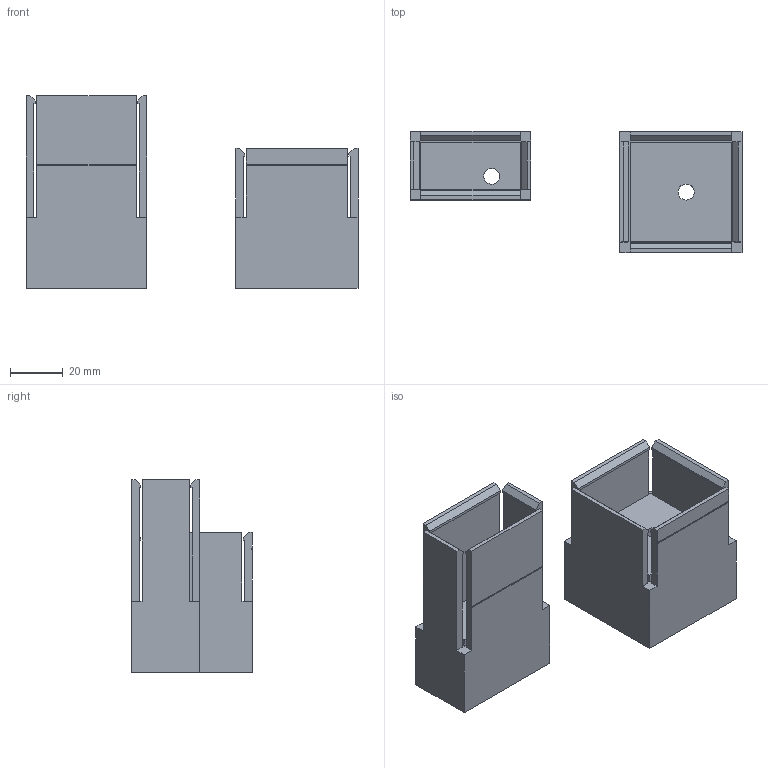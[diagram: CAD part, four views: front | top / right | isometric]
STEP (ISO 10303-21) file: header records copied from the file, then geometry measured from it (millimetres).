
FILE_DESCRIPTION(/* description */ (''),/* implementation_level */ '2;1');
FILE_NAME(/* name */ 'Heatsink Drill Guide v4.step',/* time_stamp */ '2025-04-26T07:17:39-04:00',/* author */ (''),/* organization */ (''),/* preprocessor_version */ 'ST-DEVELOPER v20.1',/* originating_system */ 'Autodesk Translation Framework v14.4.0.0',/* authorisation */ '');
FILE_SCHEMA (('AUTOMOTIVE_DESIGN { 1 0 10303 214 3 1 1 }'));
Length unit declared in the file: millimetre
Products named in the file (2): Heatsink Drill Guide; top box
Assembly tree (1 placements, depth 2):
  Heatsink Drill Guide
    top box
Bounding box: 126.25 x 46 x 73.2 mm (x, y, z)
Volume: 121329.6 mm3; surface area: 37498.2 mm2
Topology: 2 solids, 2 shells, 90 faces, 252 edges, 168 vertices
Faces by surface type: plane 88, cylinder 2
Full cylindrical faces by diameter (mm): 6 x1, 6.1 x1
Entity records: 2902 total; most frequent: CARTESIAN_POINT 513, ORIENTED_EDGE 504, DIRECTION 442, EDGE_CURVE 252, LINE 248, VECTOR 248, VERTEX_POINT 168, AXIS2_PLACEMENT_3D 97
